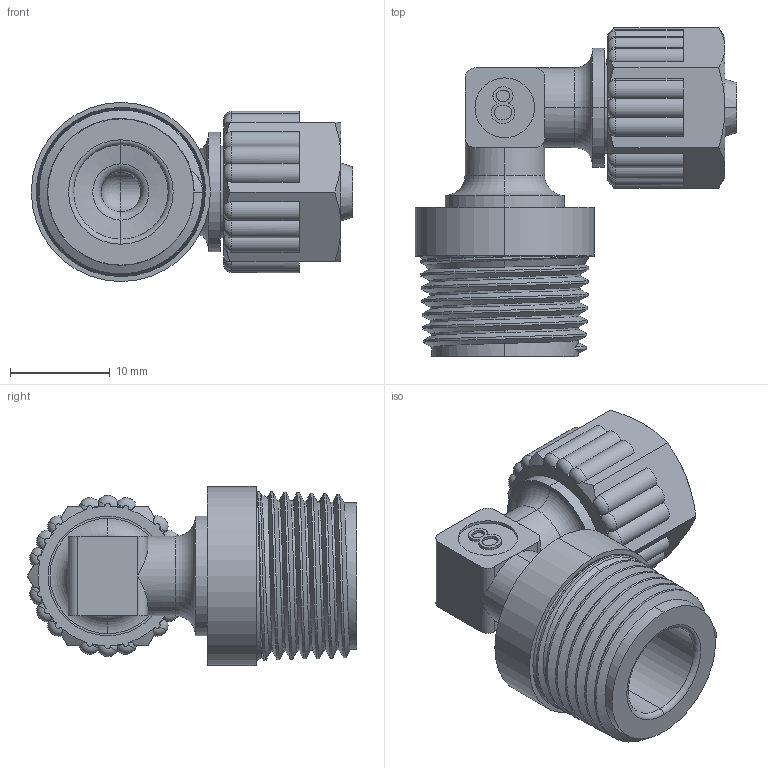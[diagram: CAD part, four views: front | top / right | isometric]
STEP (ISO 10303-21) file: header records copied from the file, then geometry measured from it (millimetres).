
FILE_DESCRIPTION (( 'STEP AP214' ), '1' );
FILE_NAME ('22046948068 Barb Block BSPT Male Elbow 8mm-3_16 Blue.STEP', '2020-05-18T11:30:07', ( '' ), ( '' ), 'SwSTEP 2.0', 'SolidWorks 2019', '' );
FILE_SCHEMA (( 'AUTOMOTIVE_DESIGN' ));
Length unit declared in the file: millimetre
Products named in the file (3): 32046148008 - Nut 8 mm Blue-; 32046948068 BSPT Barb Block Male Elbow 3_8-8mm; 22046948068 Barb Block BSPT Male Elbow 8mm-3_16 Blue
Assembly tree (2 placements, depth 2):
  22046948068 Barb Block BSPT Male Elbow 8mm-3_16 Blue
    32046948068 BSPT Barb Block Male Elbow 3_8-8mm
    32046148008 - Nut 8 mm Blue-
Bounding box: 32.3 x 33.08 x 18 mm (x, y, z)
Volume: 5132 mm3; surface area: 4967.6 mm2
Topology: 2 solids, 2 shells, 339 faces, 885 edges, 562 vertices
Faces by surface type: plane 110, cylinder 90, cone 60, torus 50, bspline 28, sphere 1
Entity records: 16526 total; most frequent: CARTESIAN_POINT 8607, ORIENTED_EDGE 1762, DIRECTION 1496, EDGE_CURVE 881, AXIS2_PLACEMENT_3D 576, VERTEX_POINT 561, EDGE_LOOP 358, LINE 344
